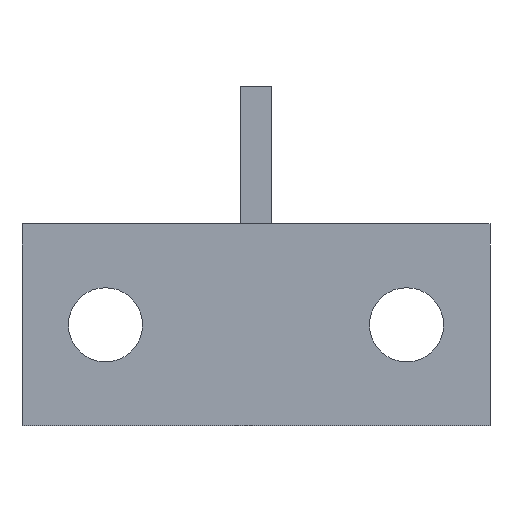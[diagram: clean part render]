
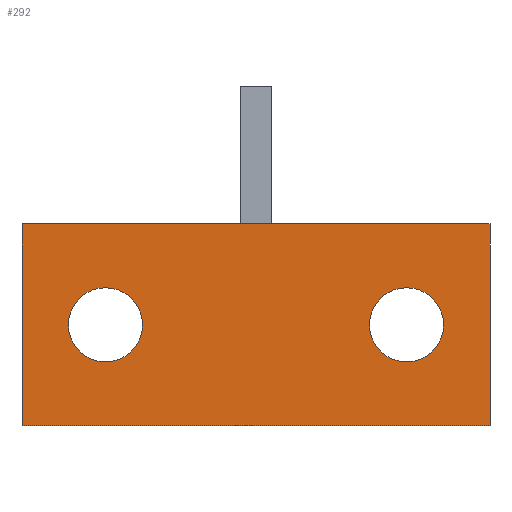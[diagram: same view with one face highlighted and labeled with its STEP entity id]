
A CAD part, front view. The second image highlights one B-rep face of the part: STEP entity #292.
In plain terms, the highlighted planar face has unit normal (0, -1, 0).
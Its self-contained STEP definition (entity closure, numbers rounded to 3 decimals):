
#1=CARTESIAN_POINT('',(7.11,0.,0.));
#2=DIRECTION('',(0.,-1.,0.));
#3=DIRECTION('',(1.,0.,0.));
#4=AXIS2_PLACEMENT_3D('',#1,#2,#3);
#6=CARTESIAN_POINT('',(7.11,0.,0.));
#7=DIRECTION('',(0.,-1.,0.));
#8=DIRECTION('',(-1.,0.,0.));
#9=AXIS2_PLACEMENT_3D('',#6,#7,#8);
#11=CARTESIAN_POINT('',(-7.11,0.,0.));
#12=DIRECTION('',(0.,-1.,0.));
#13=DIRECTION('',(1.,0.,0.));
#14=AXIS2_PLACEMENT_3D('',#11,#12,#13);
#16=CARTESIAN_POINT('',(-7.11,0.,0.));
#17=DIRECTION('',(0.,-1.,0.));
#18=DIRECTION('',(-1.,0.,0.));
#19=AXIS2_PLACEMENT_3D('',#16,#17,#18);
#21=DIRECTION('',(0.,0.,1.));
#22=VECTOR('',#21,9.53);
#23=CARTESIAN_POINT('',(-11.05,0.,-4.765));
#24=LINE('',#23,#22);
#25=DIRECTION('',(1.,0.,0.));
#26=VECTOR('',#25,22.1);
#27=CARTESIAN_POINT('',(-11.05,0.,4.765));
#28=LINE('',#27,#26);
#29=DIRECTION('',(0.,0.,-1.));
#30=VECTOR('',#29,9.53);
#31=CARTESIAN_POINT('',(11.05,0.,4.765));
#32=LINE('',#31,#30);
#33=DIRECTION('',(-1.,0.,0.));
#34=VECTOR('',#33,22.1);
#35=CARTESIAN_POINT('',(11.05,0.,-4.765));
#36=LINE('',#35,#34);
#201=CARTESIAN_POINT('',(-11.05,0.,-4.765));
#202=CARTESIAN_POINT('',(-11.05,0.,4.765));
#203=VERTEX_POINT('',#201);
#204=VERTEX_POINT('',#202);
#205=CARTESIAN_POINT('',(11.05,0.,4.765));
#206=VERTEX_POINT('',#205);
#207=CARTESIAN_POINT('',(11.05,0.,-4.765));
#208=VERTEX_POINT('',#207);
#217=CARTESIAN_POINT('',(8.86,0.,0.));
#218=CARTESIAN_POINT('',(5.36,0.,0.));
#219=VERTEX_POINT('',#217);
#220=VERTEX_POINT('',#218);
#221=CARTESIAN_POINT('',(-5.36,0.,0.));
#222=CARTESIAN_POINT('',(-8.86,0.,0.));
#223=VERTEX_POINT('',#221);
#224=VERTEX_POINT('',#222);
#265=CARTESIAN_POINT('',(0.,0.,0.));
#266=DIRECTION('',(0.,1.,0.));
#267=DIRECTION('',(1.,0.,0.));
#268=AXIS2_PLACEMENT_3D('',#265,#266,#267);
#269=PLANE('',#268);
#271=ORIENTED_EDGE('',*,*,#270,.T.);
#273=ORIENTED_EDGE('',*,*,#272,.T.);
#275=ORIENTED_EDGE('',*,*,#274,.T.);
#277=ORIENTED_EDGE('',*,*,#276,.T.);
#278=EDGE_LOOP('',(#271,#273,#275,#277));
#279=FACE_OUTER_BOUND('',#278,.F.);
#281=ORIENTED_EDGE('',*,*,#280,.T.);
#283=ORIENTED_EDGE('',*,*,#282,.T.);
#284=EDGE_LOOP('',(#281,#283));
#285=FACE_BOUND('',#284,.F.);
#287=ORIENTED_EDGE('',*,*,#286,.T.);
#289=ORIENTED_EDGE('',*,*,#288,.T.);
#290=EDGE_LOOP('',(#287,#289));
#291=FACE_BOUND('',#290,.F.);
#5=CIRCLE('',#4,1.75);
#10=CIRCLE('',#9,1.75);
#15=CIRCLE('',#14,1.75);
#20=CIRCLE('',#19,1.75);
#270=EDGE_CURVE('',#203,#204,#24,.T.);
#272=EDGE_CURVE('',#204,#206,#28,.T.);
#274=EDGE_CURVE('',#206,#208,#32,.T.);
#276=EDGE_CURVE('',#208,#203,#36,.T.);
#280=EDGE_CURVE('',#223,#224,#15,.T.);
#282=EDGE_CURVE('',#224,#223,#20,.T.);
#286=EDGE_CURVE('',#219,#220,#5,.T.);
#288=EDGE_CURVE('',#220,#219,#10,.T.);
#292=ADVANCED_FACE('',(#279,#285,#291),#269,.F.);
